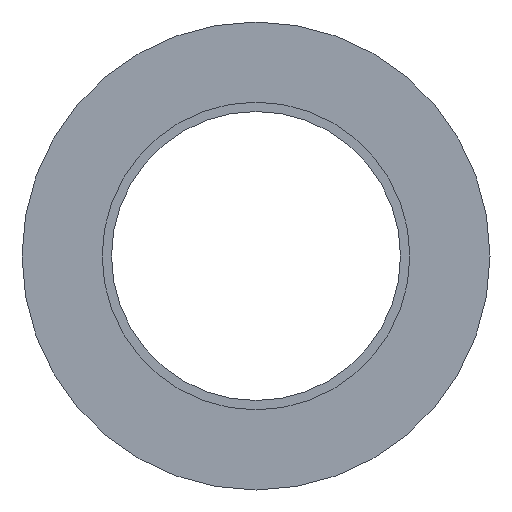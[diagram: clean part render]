
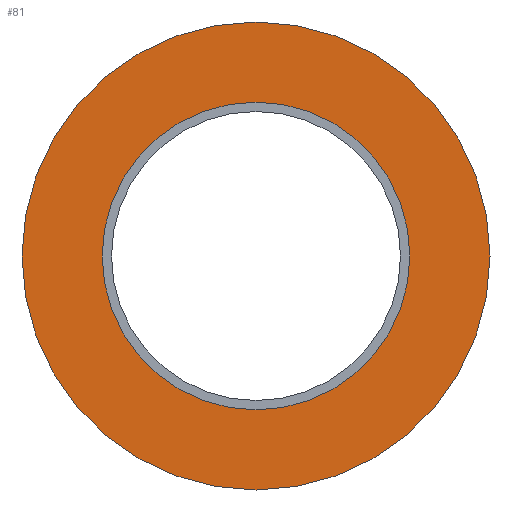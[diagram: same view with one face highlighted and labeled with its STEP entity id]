
A CAD part, front view. The second image highlights one B-rep face of the part: STEP entity #81.
In plain terms, the highlighted planar face has unit normal (0, -1, 0).
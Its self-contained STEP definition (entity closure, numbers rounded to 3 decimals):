
#22 = AXIS2_PLACEMENT_3D ( 'NONE', #332, #328, #329 ) ;
#30 = CARTESIAN_POINT ( 'NONE',  ( 0., 0., 0. ) ) ;
#37 = CIRCLE ( 'NONE', #394, 13.15 ) ;
#39 = AXIS2_PLACEMENT_3D ( 'NONE', #439, #315, #320 ) ;
#45 = PLANE ( 'NONE',  #444 ) ;
#49 = ORIENTED_EDGE ( 'NONE', *, *, #360, .F. ) ;
#54 = CARTESIAN_POINT ( 'NONE',  ( 0., 0., -20. ) ) ;
#55 = DIRECTION ( 'NONE',  ( 0., -1., 0. ) ) ;
#58 = EDGE_CURVE ( 'NONE', #440, #83, #424, .T. ) ;
#60 = DIRECTION ( 'NONE',  ( 0., 0., -1. ) ) ;
#62 = VERTEX_POINT ( 'NONE', #399 ) ;
#63 = ORIENTED_EDGE ( 'NONE', *, *, #178, .T. ) ;
#71 = CARTESIAN_POINT ( 'NONE',  ( -13.15, 0., 0. ) ) ;
#81 = ADVANCED_FACE ( 'NONE', ( #209, #107 ), #45, .F. ) ;
#83 = VERTEX_POINT ( 'NONE', #343 ) ;
#107 = FACE_OUTER_BOUND ( 'NONE', #264, .T. ) ;
#130 = ORIENTED_EDGE ( 'NONE', *, *, #58, .T. ) ;
#169 = CARTESIAN_POINT ( 'NONE',  ( 0., 0., 0. ) ) ;
#172 = DIRECTION ( 'NONE',  ( 0., -1., 0. ) ) ;
#174 = DIRECTION ( 'NONE',  ( 0., 0., -1. ) ) ;
#178 = EDGE_CURVE ( 'NONE', #83, #440, #230, .T. ) ;
#199 = DIRECTION ( 'NONE',  ( 0., 1., 0. ) ) ;
#209 = FACE_BOUND ( 'NONE', #271, .T. ) ;
#221 = DIRECTION ( 'NONE',  ( 0., 0., 1. ) ) ;
#230 = CIRCLE ( 'NONE', #388, 20. ) ;
#258 = EDGE_CURVE ( 'NONE', #62, #359, #37, .T. ) ;
#264 = EDGE_LOOP ( 'NONE', ( #130, #63 ) ) ;
#271 = EDGE_LOOP ( 'NONE', ( #49, #312 ) ) ;
#284 = CARTESIAN_POINT ( 'NONE',  ( 0., 0., -13.15 ) ) ;
#312 = ORIENTED_EDGE ( 'NONE', *, *, #258, .F. ) ;
#315 = DIRECTION ( 'NONE',  ( 0., -1., 0. ) ) ;
#320 = DIRECTION ( 'NONE',  ( 0., 0., -1. ) ) ;
#328 = DIRECTION ( 'NONE',  ( 0., -1., 0. ) ) ;
#329 = DIRECTION ( 'NONE',  ( 0., 0., -1. ) ) ;
#332 = CARTESIAN_POINT ( 'NONE',  ( 0., 0., 0. ) ) ;
#343 = CARTESIAN_POINT ( 'NONE',  ( 0., 0., 20. ) ) ;
#359 = VERTEX_POINT ( 'NONE', #284 ) ;
#360 = EDGE_CURVE ( 'NONE', #359, #62, #376, .T. ) ;
#376 = CIRCLE ( 'NONE', #39, 13.15 ) ;
#388 = AXIS2_PLACEMENT_3D ( 'NONE', #30, #55, #60 ) ;
#394 = AXIS2_PLACEMENT_3D ( 'NONE', #169, #172, #174 ) ;
#399 = CARTESIAN_POINT ( 'NONE',  ( 0., 0., 13.15 ) ) ;
#424 = CIRCLE ( 'NONE', #22, 20. ) ;
#439 = CARTESIAN_POINT ( 'NONE',  ( 0., 0., 0. ) ) ;
#440 = VERTEX_POINT ( 'NONE', #54 ) ;
#444 = AXIS2_PLACEMENT_3D ( 'NONE', #71, #199, #221 ) ;
